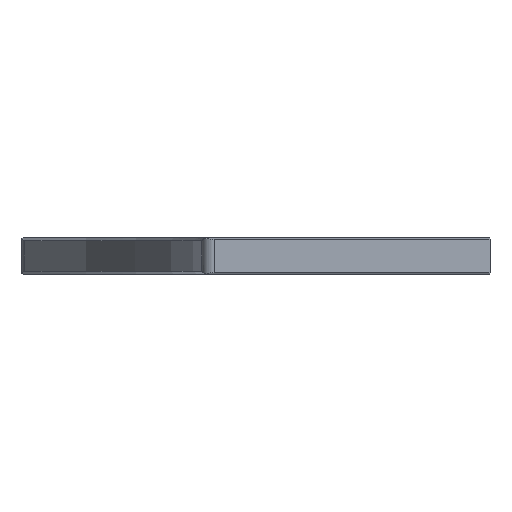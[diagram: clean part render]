
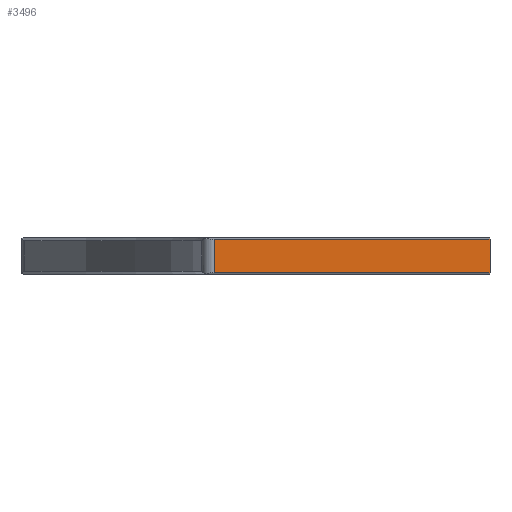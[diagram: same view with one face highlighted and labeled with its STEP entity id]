
A CAD part, front view. The second image highlights one B-rep face of the part: STEP entity #3496.
In plain terms, the highlighted planar face has unit normal (0, -1, 0).
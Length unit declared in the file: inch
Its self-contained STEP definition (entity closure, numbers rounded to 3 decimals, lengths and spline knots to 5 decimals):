
#252 = CARTESIAN_POINT ( 'NONE',  ( 11., 0., -0.01563 ) ) ;
#401 = VERTEX_POINT ( 'NONE', #3994 ) ;
#438 = LINE ( 'NONE', #3849, #1507 ) ;
#513 = DIRECTION ( 'NONE',  ( 0., 0., 1. ) ) ;
#554 = CARTESIAN_POINT ( 'NONE',  ( 8.0625, 0., -0.3735 ) ) ;
#683 = LINE ( 'NONE', #3728, #4458 ) ;
#735 = LINE ( 'NONE', #4999, #4762 ) ;
#911 = ORIENTED_EDGE ( 'NONE', *, *, #3898, .T. ) ;
#1438 = FACE_OUTER_BOUND ( 'NONE', #2180, .T. ) ;
#1507 = VECTOR ( 'NONE', #3467, 39.37008 ) ;
#1596 = VERTEX_POINT ( 'NONE', #3620 ) ;
#1663 = LINE ( 'NONE', #3211, #1937 ) ;
#1780 = DIRECTION ( 'NONE',  ( 0., 0., -1. ) ) ;
#1888 = DIRECTION ( 'NONE',  ( -1., 0., 0. ) ) ;
#1937 = VECTOR ( 'NONE', #513, 39.37008 ) ;
#2106 = VERTEX_POINT ( 'NONE', #252 ) ;
#2180 = EDGE_LOOP ( 'NONE', ( #3704, #3562, #911, #3635 ) ) ;
#2570 = CARTESIAN_POINT ( 'NONE',  ( 8.18655, 0., -0.01563 ) ) ;
#2597 = DIRECTION ( 'NONE',  ( 0., -1., 0. ) ) ;
#2908 = EDGE_CURVE ( 'NONE', #1596, #2106, #1663, .T. ) ;
#3130 = EDGE_CURVE ( 'NONE', #3430, #401, #683, .T. ) ;
#3211 = CARTESIAN_POINT ( 'NONE',  ( 11., 0., -0.3735 ) ) ;
#3430 = VERTEX_POINT ( 'NONE', #2570 ) ;
#3467 = DIRECTION ( 'NONE',  ( 1., 0., 0. ) ) ;
#3496 = ADVANCED_FACE ( 'NONE', ( #1438 ), #3655, .T. ) ;
#3505 = EDGE_CURVE ( 'NONE', #2106, #3430, #735, .T. ) ;
#3562 = ORIENTED_EDGE ( 'NONE', *, *, #3130, .T. ) ;
#3565 = AXIS2_PLACEMENT_3D ( 'NONE', #554, #2597, #1780 ) ;
#3620 = CARTESIAN_POINT ( 'NONE',  ( 11., 0., -0.35787 ) ) ;
#3635 = ORIENTED_EDGE ( 'NONE', *, *, #2908, .T. ) ;
#3655 = PLANE ( 'NONE',  #3565 ) ;
#3704 = ORIENTED_EDGE ( 'NONE', *, *, #3505, .T. ) ;
#3728 = CARTESIAN_POINT ( 'NONE',  ( 8.18655, 0., -0.3425 ) ) ;
#3849 = CARTESIAN_POINT ( 'NONE',  ( 11., 0., -0.35787 ) ) ;
#3898 = EDGE_CURVE ( 'NONE', #401, #1596, #438, .T. ) ;
#3994 = CARTESIAN_POINT ( 'NONE',  ( 8.18655, 0., -0.35787 ) ) ;
#4458 = VECTOR ( 'NONE', #4958, 39.37008 ) ;
#4762 = VECTOR ( 'NONE', #1888, 39.37008 ) ;
#4958 = DIRECTION ( 'NONE',  ( 0., 0., -1. ) ) ;
#4999 = CARTESIAN_POINT ( 'NONE',  ( 8.0625, 0., -0.01563 ) ) ;
